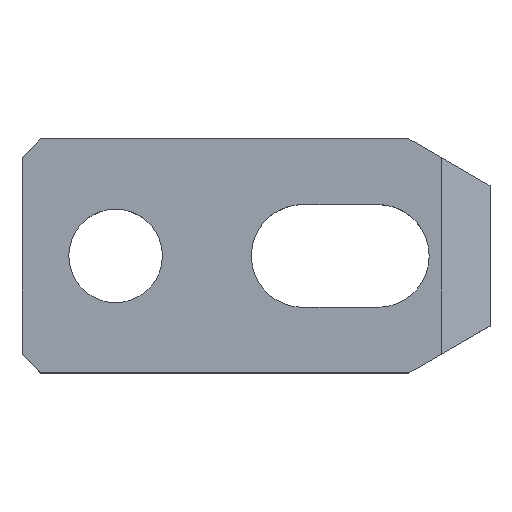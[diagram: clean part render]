
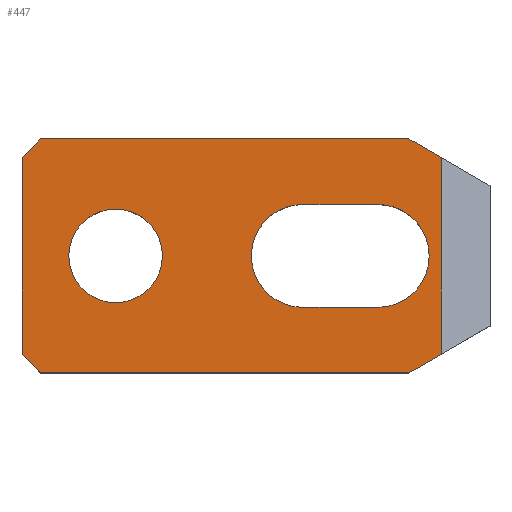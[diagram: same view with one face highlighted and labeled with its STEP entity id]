
A CAD part, top view. The second image highlights one B-rep face of the part: STEP entity #447.
In plain terms, the highlighted planar face has unit normal (0, 0, 1).
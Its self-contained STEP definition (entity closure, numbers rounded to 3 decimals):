
#4 = VERTEX_POINT ( 'NONE', #674 ) ;
#11 = CARTESIAN_POINT ( 'NONE',  ( 3.34, 12.5, 12. ) ) ;
#16 = FACE_BOUND ( 'NONE', #520, .T. ) ;
#29 = CARTESIAN_POINT ( 'NONE',  ( -8., 5.5, 12. ) ) ;
#31 = VERTEX_POINT ( 'NONE', #138 ) ;
#37 = EDGE_CURVE ( 'NONE', #251, #498, #481, .T. ) ;
#38 = VECTOR ( 'NONE', #150, 1000. ) ;
#40 = DIRECTION ( 'NONE',  ( 1., 0., 0. ) ) ;
#56 = CARTESIAN_POINT ( 'NONE',  ( -38., -10.5, 12. ) ) ;
#61 = AXIS2_PLACEMENT_3D ( 'NONE', #359, #185, #524 ) ;
#76 = AXIS2_PLACEMENT_3D ( 'NONE', #455, #285, #135 ) ;
#101 = EDGE_CURVE ( 'NONE', #4, #316, #363, .T. ) ;
#104 = ORIENTED_EDGE ( 'NONE', *, *, #172, .F. ) ;
#106 = CARTESIAN_POINT ( 'NONE',  ( -8., 5.5, 12. ) ) ;
#109 = VECTOR ( 'NONE', #446, 1000. ) ;
#110 = EDGE_CURVE ( 'NONE', #350, #291, #421, .T. ) ;
#113 = ORIENTED_EDGE ( 'NONE', *, *, #346, .F. ) ;
#115 = DIRECTION ( 'NONE',  ( -1., 0., 0. ) ) ;
#116 = ORIENTED_EDGE ( 'NONE', *, *, #160, .F. ) ;
#121 = VERTEX_POINT ( 'NONE', #199 ) ;
#129 = CARTESIAN_POINT ( 'NONE',  ( 6.804, 10.5, 12. ) ) ;
#135 = DIRECTION ( 'NONE',  ( -1., 0., 0. ) ) ;
#138 = CARTESIAN_POINT ( 'NONE',  ( -38., -10.5, 12. ) ) ;
#142 = ORIENTED_EDGE ( 'NONE', *, *, #101, .T. ) ;
#146 = VECTOR ( 'NONE', #610, 1000. ) ;
#150 = DIRECTION ( 'NONE',  ( -1., 0., 0. ) ) ;
#152 = EDGE_CURVE ( 'NONE', #291, #333, #253, .T. ) ;
#160 = EDGE_CURVE ( 'NONE', #31, #227, #480, .T. ) ;
#162 = AXIS2_PLACEMENT_3D ( 'NONE', #624, #692, #474 ) ;
#169 = CARTESIAN_POINT ( 'NONE',  ( -8., -5.5, 12. ) ) ;
#172 = EDGE_CURVE ( 'NONE', #333, #460, #387, .T. ) ;
#178 = DIRECTION ( 'NONE',  ( -1., 0., 0. ) ) ;
#185 = DIRECTION ( 'NONE',  ( 0., 0., 1. ) ) ;
#193 = EDGE_CURVE ( 'NONE', #460, #31, #222, .T. ) ;
#196 = ORIENTED_EDGE ( 'NONE', *, *, #598, .T. ) ;
#199 = CARTESIAN_POINT ( 'NONE',  ( 3.34, 12.5, 12. ) ) ;
#205 = DIRECTION ( 'NONE',  ( 0., 0., 1. ) ) ;
#208 = ORIENTED_EDGE ( 'NONE', *, *, #193, .F. ) ;
#211 = AXIS2_PLACEMENT_3D ( 'NONE', #554, #463, #178 ) ;
#214 = CARTESIAN_POINT ( 'NONE',  ( -36., 12.5, 12. ) ) ;
#222 = LINE ( 'NONE', #661, #249 ) ;
#227 = VERTEX_POINT ( 'NONE', #325 ) ;
#238 = CARTESIAN_POINT ( 'NONE',  ( 0., -5.5, 12. ) ) ;
#245 = PLANE ( 'NONE',  #61 ) ;
#249 = VECTOR ( 'NONE', #651, 1000. ) ;
#251 = VERTEX_POINT ( 'NONE', #600 ) ;
#253 = LINE ( 'NONE', #366, #676 ) ;
#256 = CIRCLE ( 'NONE', #664, 5. ) ;
#266 = VECTOR ( 'NONE', #354, 1000. ) ;
#276 = ORIENTED_EDGE ( 'NONE', *, *, #544, .F. ) ;
#284 = CARTESIAN_POINT ( 'NONE',  ( -33., 0., 12. ) ) ;
#285 = DIRECTION ( 'NONE',  ( 0., 0., 1. ) ) ;
#286 = FACE_OUTER_BOUND ( 'NONE', #475, .T. ) ;
#291 = VERTEX_POINT ( 'NONE', #671 ) ;
#306 = ORIENTED_EDGE ( 'NONE', *, *, #512, .F. ) ;
#310 = VECTOR ( 'NONE', #40, 1000. ) ;
#311 = DIRECTION ( 'NONE',  ( -0.866, -0.5, 0. ) ) ;
#313 = CARTESIAN_POINT ( 'NONE',  ( 0., 5.5, 12. ) ) ;
#316 = VERTEX_POINT ( 'NONE', #169 ) ;
#321 = CARTESIAN_POINT ( 'NONE',  ( 3.34, -12.5, 12. ) ) ;
#325 = CARTESIAN_POINT ( 'NONE',  ( -38., 10.5, 12. ) ) ;
#328 = EDGE_CURVE ( 'NONE', #121, #336, #673, .T. ) ;
#332 = CIRCLE ( 'NONE', #211, 5. ) ;
#333 = VERTEX_POINT ( 'NONE', #467 ) ;
#334 = CIRCLE ( 'NONE', #76, 5.5 ) ;
#336 = VERTEX_POINT ( 'NONE', #564 ) ;
#338 = DIRECTION ( 'NONE',  ( -1., 0., 0. ) ) ;
#346 = EDGE_CURVE ( 'NONE', #435, #385, #332, .T. ) ;
#350 = VERTEX_POINT ( 'NONE', #129 ) ;
#354 = DIRECTION ( 'NONE',  ( -1., 0., 0. ) ) ;
#359 = CARTESIAN_POINT ( 'NONE',  ( -21.601, 26.899, 12. ) ) ;
#363 = LINE ( 'NONE', #238, #429 ) ;
#366 = CARTESIAN_POINT ( 'NONE',  ( 12., -7.5, 12. ) ) ;
#380 = CARTESIAN_POINT ( 'NONE',  ( -28., 0., 12. ) ) ;
#383 = DIRECTION ( 'NONE',  ( -0.707, -0.707, 0. ) ) ;
#385 = VERTEX_POINT ( 'NONE', #284 ) ;
#387 = LINE ( 'NONE', #321, #38 ) ;
#392 = LINE ( 'NONE', #106, #310 ) ;
#396 = CARTESIAN_POINT ( 'NONE',  ( 12., 7.5, 12. ) ) ;
#401 = CIRCLE ( 'NONE', #569, 5.5 ) ;
#408 = ORIENTED_EDGE ( 'NONE', *, *, #620, .T. ) ;
#418 = ORIENTED_EDGE ( 'NONE', *, *, #152, .F. ) ;
#421 = LINE ( 'NONE', #680, #518 ) ;
#427 = EDGE_CURVE ( 'NONE', #350, #121, #456, .T. ) ;
#429 = VECTOR ( 'NONE', #581, 1000. ) ;
#435 = VERTEX_POINT ( 'NONE', #557 ) ;
#441 = CARTESIAN_POINT ( 'NONE',  ( 0., 0., 12. ) ) ;
#446 = DIRECTION ( 'NONE',  ( 0., 1., 0. ) ) ;
#447 = ADVANCED_FACE ( 'NONE', ( #286, #513, #16 ), #245, .T. ) ;
#448 = EDGE_LOOP ( 'NONE', ( #113, #276 ) ) ;
#450 = VERTEX_POINT ( 'NONE', #29 ) ;
#451 = LINE ( 'NONE', #214, #616 ) ;
#455 = CARTESIAN_POINT ( 'NONE',  ( -8., 0., 12. ) ) ;
#456 = LINE ( 'NONE', #396, #146 ) ;
#460 = VERTEX_POINT ( 'NONE', #470 ) ;
#463 = DIRECTION ( 'NONE',  ( 0., 0., 1. ) ) ;
#467 = CARTESIAN_POINT ( 'NONE',  ( 3.34, -12.5, 12. ) ) ;
#470 = CARTESIAN_POINT ( 'NONE',  ( -36., -12.5, 12. ) ) ;
#474 = DIRECTION ( 'NONE',  ( -1., 0., 0. ) ) ;
#475 = EDGE_LOOP ( 'NONE', ( #514, #691, #672, #408, #116, #208, #104, #418 ) ) ;
#480 = LINE ( 'NONE', #56, #109 ) ;
#481 = CIRCLE ( 'NONE', #162, 5.5 ) ;
#495 = ORIENTED_EDGE ( 'NONE', *, *, #37, .F. ) ;
#498 = VERTEX_POINT ( 'NONE', #313 ) ;
#512 = EDGE_CURVE ( 'NONE', #4, #251, #401, .T. ) ;
#513 = FACE_BOUND ( 'NONE', #448, .T. ) ;
#514 = ORIENTED_EDGE ( 'NONE', *, *, #110, .F. ) ;
#518 = VECTOR ( 'NONE', #529, 1000. ) ;
#520 = EDGE_LOOP ( 'NONE', ( #142, #658, #196, #495, #306 ) ) ;
#524 = DIRECTION ( 'NONE',  ( -1., 0., 0. ) ) ;
#529 = DIRECTION ( 'NONE',  ( 0., -1., 0. ) ) ;
#544 = EDGE_CURVE ( 'NONE', #385, #435, #256, .T. ) ;
#554 = CARTESIAN_POINT ( 'NONE',  ( -28., 0., 12. ) ) ;
#557 = CARTESIAN_POINT ( 'NONE',  ( -23., 0., 12. ) ) ;
#564 = CARTESIAN_POINT ( 'NONE',  ( -36., 12.5, 12. ) ) ;
#569 = AXIS2_PLACEMENT_3D ( 'NONE', #441, #699, #115 ) ;
#581 = DIRECTION ( 'NONE',  ( -1., 0., 0. ) ) ;
#598 = EDGE_CURVE ( 'NONE', #450, #498, #392, .T. ) ;
#600 = CARTESIAN_POINT ( 'NONE',  ( 5.5, 0., 12. ) ) ;
#610 = DIRECTION ( 'NONE',  ( -0.866, 0.5, 0. ) ) ;
#616 = VECTOR ( 'NONE', #383, 1000. ) ;
#620 = EDGE_CURVE ( 'NONE', #336, #227, #451, .T. ) ;
#624 = CARTESIAN_POINT ( 'NONE',  ( 0., 0., 12. ) ) ;
#651 = DIRECTION ( 'NONE',  ( -0.707, 0.707, 0. ) ) ;
#657 = EDGE_CURVE ( 'NONE', #450, #316, #334, .T. ) ;
#658 = ORIENTED_EDGE ( 'NONE', *, *, #657, .F. ) ;
#661 = CARTESIAN_POINT ( 'NONE',  ( -36., -12.5, 12. ) ) ;
#664 = AXIS2_PLACEMENT_3D ( 'NONE', #380, #205, #338 ) ;
#671 = CARTESIAN_POINT ( 'NONE',  ( 6.804, -10.5, 12. ) ) ;
#672 = ORIENTED_EDGE ( 'NONE', *, *, #328, .T. ) ;
#673 = LINE ( 'NONE', #11, #266 ) ;
#674 = CARTESIAN_POINT ( 'NONE',  ( 0., -5.5, 12. ) ) ;
#676 = VECTOR ( 'NONE', #311, 1000. ) ;
#680 = CARTESIAN_POINT ( 'NONE',  ( 6.804, 26.899, 12. ) ) ;
#691 = ORIENTED_EDGE ( 'NONE', *, *, #427, .T. ) ;
#692 = DIRECTION ( 'NONE',  ( 0., 0., 1. ) ) ;
#699 = DIRECTION ( 'NONE',  ( 0., 0., 1. ) ) ;
